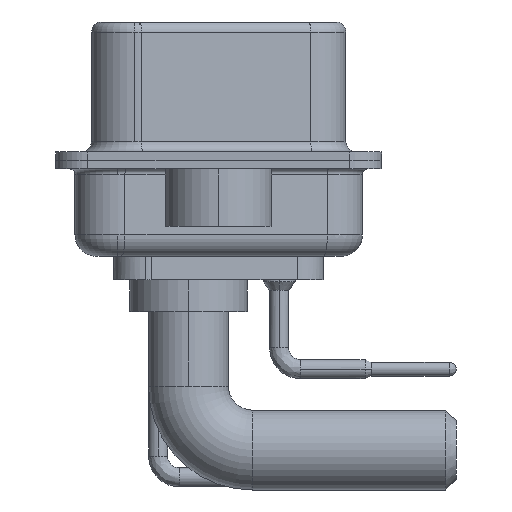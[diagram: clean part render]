
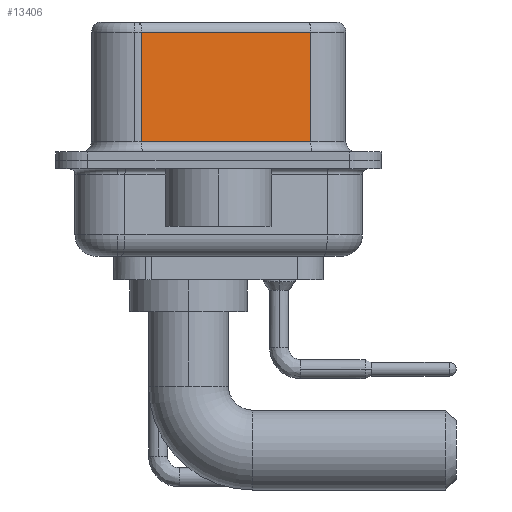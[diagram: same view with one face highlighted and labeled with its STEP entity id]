
A CAD part, left-side view. The second image highlights one B-rep face of the part: STEP entity #13406.
In plain terms, the highlighted planar face has unit normal (-0.985, -0.174, 0).
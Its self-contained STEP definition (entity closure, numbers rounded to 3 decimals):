
#1035 = CARTESIAN_POINT ( 'NONE',  ( 5.132, -4.322, 6.02 ) ) ;
#1620 = DIRECTION ( 'NONE',  ( -0.174, 0.985, 0. ) ) ;
#2980 = EDGE_CURVE ( 'NONE', #31593, #24672, #29400, .T. ) ;
#3078 = ORIENTED_EDGE ( 'NONE', *, *, #25129, .F. ) ;
#6659 = DIRECTION ( 'NONE',  ( 0., 0., -1. ) ) ;
#6815 = VECTOR ( 'NONE', #1620, 1000. ) ;
#7283 = LINE ( 'NONE', #28555, #33090 ) ;
#9091 = AXIS2_PLACEMENT_3D ( 'NONE', #10310, #20863, #33391 ) ;
#9402 = CARTESIAN_POINT ( 'NONE',  ( 5.132, -4.322, 6.02 ) ) ;
#10310 = CARTESIAN_POINT ( 'NONE',  ( 5.132, -4.322, 6.52 ) ) ;
#12992 = ORIENTED_EDGE ( 'NONE', *, *, #20059, .T. ) ;
#13147 = CARTESIAN_POINT ( 'NONE',  ( 3.73, 3.628, 6.02 ) ) ;
#13406 = ADVANCED_FACE ( 'NONE', ( #26078 ), #14982, .F. ) ;
#13604 = EDGE_LOOP ( 'NONE', ( #3078, #12992, #18764, #18391 ) ) ;
#14982 = PLANE ( 'NONE',  #9091 ) ;
#15400 = VECTOR ( 'NONE', #24177, 1000. ) ;
#18391 = ORIENTED_EDGE ( 'NONE', *, *, #2980, .T. ) ;
#18764 = ORIENTED_EDGE ( 'NONE', *, *, #25461, .T. ) ;
#20059 = EDGE_CURVE ( 'NONE', #29397, #29320, #24814, .T. ) ;
#20602 = DIRECTION ( 'NONE',  ( 0., 0., -1. ) ) ;
#20863 = DIRECTION ( 'NONE',  ( 0.985, 0.174, 0. ) ) ;
#21881 = CARTESIAN_POINT ( 'NONE',  ( 5.132, -4.322, 6.52 ) ) ;
#24177 = DIRECTION ( 'NONE',  ( 0.174, -0.985, 0. ) ) ;
#24672 = VERTEX_POINT ( 'NONE', #31821 ) ;
#24814 = LINE ( 'NONE', #9402, #6815 ) ;
#25010 = CARTESIAN_POINT ( 'NONE',  ( 5.132, -4.322, 0.9 ) ) ;
#25129 = EDGE_CURVE ( 'NONE', #29397, #24672, #32990, .T. ) ;
#25461 = EDGE_CURVE ( 'NONE', #29320, #31593, #7283, .T. ) ;
#26078 = FACE_OUTER_BOUND ( 'NONE', #13604, .T. ) ;
#26408 = VECTOR ( 'NONE', #6659, 1000. ) ;
#28555 = CARTESIAN_POINT ( 'NONE',  ( 3.73, 3.628, 6.52 ) ) ;
#29320 = VERTEX_POINT ( 'NONE', #13147 ) ;
#29397 = VERTEX_POINT ( 'NONE', #1035 ) ;
#29400 = LINE ( 'NONE', #25010, #15400 ) ;
#31593 = VERTEX_POINT ( 'NONE', #31870 ) ;
#31821 = CARTESIAN_POINT ( 'NONE',  ( 5.132, -4.322, 0.9 ) ) ;
#31870 = CARTESIAN_POINT ( 'NONE',  ( 3.73, 3.628, 0.9 ) ) ;
#32990 = LINE ( 'NONE', #21881, #26408 ) ;
#33090 = VECTOR ( 'NONE', #20602, 1000. ) ;
#33391 = DIRECTION ( 'NONE',  ( -0.174, 0.985, 0. ) ) ;
